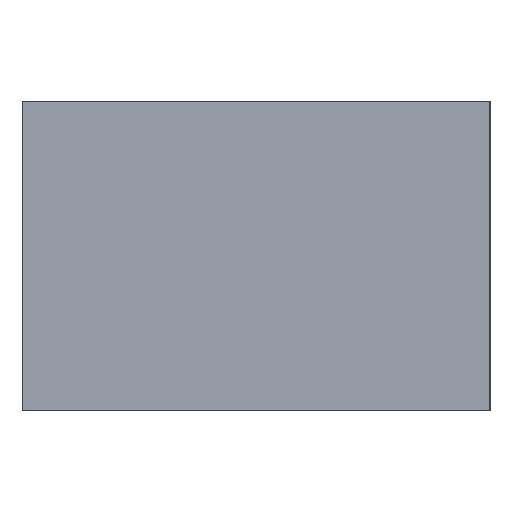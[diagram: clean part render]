
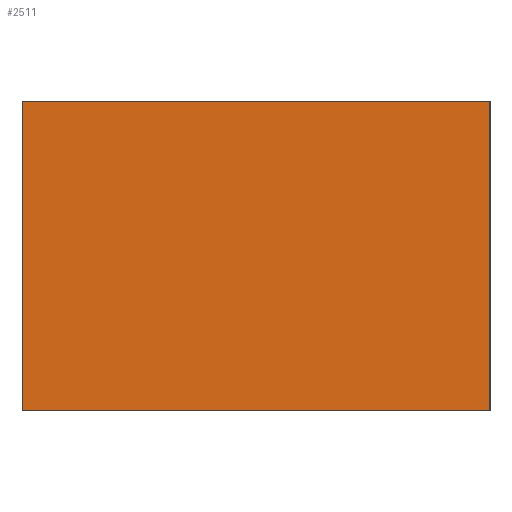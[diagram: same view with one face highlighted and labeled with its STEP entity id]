
A CAD part, left-side view. The second image highlights one B-rep face of the part: STEP entity #2511.
In plain terms, the highlighted planar face has unit normal (-1, 0, 0).
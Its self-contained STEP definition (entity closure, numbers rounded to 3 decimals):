
#1137=EDGE_CURVE('NONE',#1857,#1979,#3261,.T.);
#1535=VERTEX_POINT('NONE',#3753);
#1857=VERTEX_POINT('NONE',#4120);
#1915=VERTEX_POINT('NONE',#4185);
#1973=EDGE_CURVE('NONE',#1915,#1857,#4253,.T.);
#1979=VERTEX_POINT('NONE',#4259);
#2265=EDGE_CURVE('NONE',#1915,#1535,#4577,.T.);
#2511=ADVANCED_FACE('NONE',(#4852),#4853,.F.);
#2709=EDGE_CURVE('NONE',#1535,#1979,#5079,.T.);
#3261=LINE('',#5702,#5703);
#3753=CARTESIAN_POINT('',(-900.0,34.0,-45.0));
#4120=CARTESIAN_POINT('',(-900.0,-34.0,0.0));
#4185=CARTESIAN_POINT('',(-900.0,-34.0,-45.0));
#4253=LINE('',#6965,#6966);
#4259=CARTESIAN_POINT('',(-900.0,34.0,0.0));
#4577=LINE('',#7389,#7390);
#4852=FACE_OUTER_BOUND('',#7749,.T.);
#4853=PLANE('',#7750);
#5079=LINE('',#8060,#8061);
#5702=CARTESIAN_POINT('',(-900.0,34.0,0.0));
#5703=VECTOR('',#8798,1000.0);
#6965=CARTESIAN_POINT('',(-900.0,-34.0,-45.0));
#6966=VECTOR('',#10130,1000.0);
#7389=CARTESIAN_POINT('',(-900.0,34.0,-45.0));
#7390=VECTOR('',#10498,1000.0);
#7749=EDGE_LOOP('',(#10830,#10831,#10832,#10833));
#7750=AXIS2_PLACEMENT_3D('',#10834,#10835,#10836);
#8060=CARTESIAN_POINT('',(-900.0,34.0,-45.0));
#8061=VECTOR('',#11116,1000.0);
#8798=DIRECTION('',(-0.0,1.0,0.0));
#10130=DIRECTION('',(-0.0,0.0,1.0));
#10498=DIRECTION('',(-0.0,1.0,0.0));
#10830=ORIENTED_EDGE('',*,*,#1137,.T.);
#10831=ORIENTED_EDGE('',*,*,#2709,.F.);
#10832=ORIENTED_EDGE('',*,*,#2265,.F.);
#10833=ORIENTED_EDGE('',*,*,#1973,.T.);
#10834=CARTESIAN_POINT('',(-900.0,34.0,-45.0));
#10835=DIRECTION('',(1.0,0.0,0.0));
#10836=DIRECTION('',(0.0,-1.0,0.0));
#11116=DIRECTION('',(-0.0,0.0,1.0));
